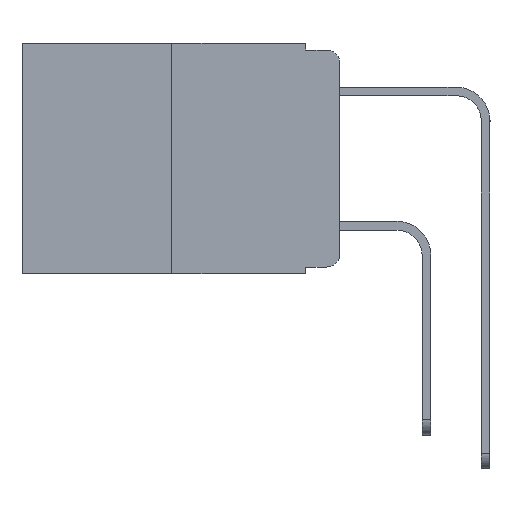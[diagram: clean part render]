
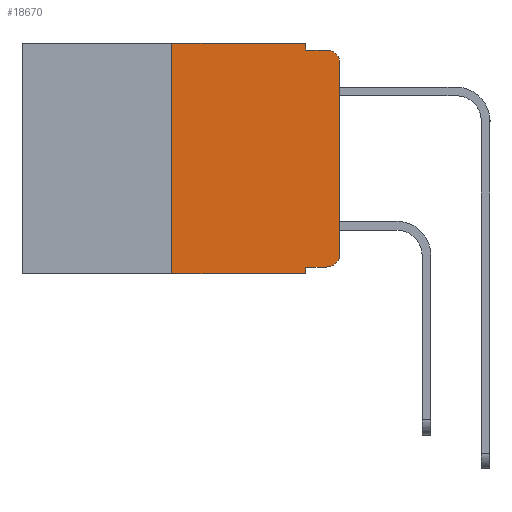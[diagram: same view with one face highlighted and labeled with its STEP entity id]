
A CAD part, left-side view. The second image highlights one B-rep face of the part: STEP entity #18670.
In plain terms, the highlighted planar face has unit normal (-1, 0, 0).
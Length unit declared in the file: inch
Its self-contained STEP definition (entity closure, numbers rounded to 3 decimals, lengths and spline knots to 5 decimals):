
#82 = CARTESIAN_POINT ( 'NONE',  ( 0., 0.25, 0. ) ) ;
#504 = CARTESIAN_POINT ( 'NONE',  ( 0., 0.473, 0. ) ) ;
#584 = DIRECTION ( 'NONE',  ( 1., 0., 0. ) ) ;
#1167 = EDGE_CURVE ( 'NONE', #12287, #16898, #11543, .T. ) ;
#1233 = VERTEX_POINT ( 'NONE', #1703 ) ;
#1632 = ORIENTED_EDGE ( 'NONE', *, *, #18291, .T. ) ;
#1658 = CARTESIAN_POINT ( 'NONE',  ( 0., 0.051, 0. ) ) ;
#1703 = CARTESIAN_POINT ( 'NONE',  ( 0., 0.051, 0. ) ) ;
#1731 = CARTESIAN_POINT ( 'NONE',  ( 0., 0.051, -0.01 ) ) ;
#2252 = VERTEX_POINT ( 'NONE', #8245 ) ;
#2464 = LINE ( 'NONE', #15514, #6541 ) ;
#3463 = CARTESIAN_POINT ( 'NONE',  ( 0., 0.02, -0.333 ) ) ;
#3547 = LINE ( 'NONE', #6402, #20954 ) ;
#4157 = CARTESIAN_POINT ( 'NONE',  ( 0., 0., -0.313 ) ) ;
#4262 = DIRECTION ( 'NONE',  ( -1., 0., 0. ) ) ;
#4371 = ORIENTED_EDGE ( 'NONE', *, *, #7029, .F. ) ;
#4430 = VERTEX_POINT ( 'NONE', #4157 ) ;
#4729 = CARTESIAN_POINT ( 'NONE',  ( 0., 0.473, -0.343 ) ) ;
#4856 = VECTOR ( 'NONE', #8668, 39.37008 ) ;
#4891 = DIRECTION ( 'NONE',  ( -1., 0., 0. ) ) ;
#4942 = ORIENTED_EDGE ( 'NONE', *, *, #6890, .T. ) ;
#5484 = ORIENTED_EDGE ( 'NONE', *, *, #21968, .T. ) ;
#5797 = VERTEX_POINT ( 'NONE', #7846 ) ;
#6036 = CARTESIAN_POINT ( 'NONE',  ( 0., 0.051, -0.343 ) ) ;
#6402 = CARTESIAN_POINT ( 'NONE',  ( 0., 0.473, 0. ) ) ;
#6485 = CARTESIAN_POINT ( 'NONE',  ( 0., 0., 0. ) ) ;
#6541 = VECTOR ( 'NONE', #17205, 39.37008 ) ;
#6890 = EDGE_CURVE ( 'NONE', #13333, #16898, #20371, .T. ) ;
#6922 = CARTESIAN_POINT ( 'NONE',  ( 0., 0.25, 0. ) ) ;
#7029 = EDGE_CURVE ( 'NONE', #13333, #8900, #14423, .T. ) ;
#7371 = ORIENTED_EDGE ( 'NONE', *, *, #10462, .F. ) ;
#7693 = VERTEX_POINT ( 'NONE', #3463 ) ;
#7846 = CARTESIAN_POINT ( 'NONE',  ( 0., 0., -0.03 ) ) ;
#7963 = VECTOR ( 'NONE', #8423, 39.37008 ) ;
#8245 = CARTESIAN_POINT ( 'NONE',  ( 0., 0.02, -0.01 ) ) ;
#8247 = DIRECTION ( 'NONE',  ( 0., 0., 1. ) ) ;
#8308 = DIRECTION ( 'NONE',  ( 0., -1., 0. ) ) ;
#8423 = DIRECTION ( 'NONE',  ( 0., -1., 0. ) ) ;
#8648 = EDGE_CURVE ( 'NONE', #8900, #1233, #3547, .T. ) ;
#8668 = DIRECTION ( 'NONE',  ( 0., 0., 1. ) ) ;
#8900 = VERTEX_POINT ( 'NONE', #82 ) ;
#9959 = LINE ( 'NONE', #6485, #18324 ) ;
#10106 = CARTESIAN_POINT ( 'NONE',  ( 0., 0.051, -0.333 ) ) ;
#10423 = VERTEX_POINT ( 'NONE', #1731 ) ;
#10462 = EDGE_CURVE ( 'NONE', #1233, #10423, #19844, .T. ) ;
#10515 = DIRECTION ( 'NONE',  ( 0., 0., -1. ) ) ;
#10816 = CARTESIAN_POINT ( 'NONE',  ( 0., 0.25, -0.343 ) ) ;
#11357 = ORIENTED_EDGE ( 'NONE', *, *, #14943, .T. ) ;
#11543 = LINE ( 'NONE', #1658, #15960 ) ;
#12227 = CARTESIAN_POINT ( 'NONE',  ( 0., 0.051, 0. ) ) ;
#12287 = VERTEX_POINT ( 'NONE', #15466 ) ;
#12657 = DIRECTION ( 'NONE',  ( 0., 0., -1. ) ) ;
#13333 = VERTEX_POINT ( 'NONE', #10816 ) ;
#13466 = AXIS2_PLACEMENT_3D ( 'NONE', #504, #584, #12657 ) ;
#13840 = EDGE_CURVE ( 'NONE', #10423, #2252, #2464, .T. ) ;
#13994 = ORIENTED_EDGE ( 'NONE', *, *, #1167, .F. ) ;
#14405 = CIRCLE ( 'NONE', #15663, 0.02 ) ;
#14423 = LINE ( 'NONE', #6922, #4856 ) ;
#14468 = CARTESIAN_POINT ( 'NONE',  ( 0., 0.02, -0.313 ) ) ;
#14943 = EDGE_CURVE ( 'NONE', #5797, #2252, #18601, .T. ) ;
#15039 = CARTESIAN_POINT ( 'NONE',  ( 0., 0.02, -0.03 ) ) ;
#15425 = VECTOR ( 'NONE', #10515, 39.37008 ) ;
#15466 = CARTESIAN_POINT ( 'NONE',  ( 0., 0.051, -0.333 ) ) ;
#15478 = AXIS2_PLACEMENT_3D ( 'NONE', #15039, #4891, #16715 ) ;
#15514 = CARTESIAN_POINT ( 'NONE',  ( 0., 0.051, -0.01 ) ) ;
#15663 = AXIS2_PLACEMENT_3D ( 'NONE', #14468, #4262, #16126 ) ;
#15778 = ORIENTED_EDGE ( 'NONE', *, *, #13840, .F. ) ;
#15862 = EDGE_LOOP ( 'NONE', ( #1632, #11357, #15778, #7371, #16840, #4371, #4942, #13994, #5484, #18917 ) ) ;
#15960 = VECTOR ( 'NONE', #19221, 39.37008 ) ;
#15964 = VECTOR ( 'NONE', #8308, 39.37008 ) ;
#16126 = DIRECTION ( 'NONE',  ( 0., 0., -1. ) ) ;
#16715 = DIRECTION ( 'NONE',  ( 0., 0., -1. ) ) ;
#16840 = ORIENTED_EDGE ( 'NONE', *, *, #8648, .F. ) ;
#16896 = LINE ( 'NONE', #10106, #7963 ) ;
#16898 = VERTEX_POINT ( 'NONE', #6036 ) ;
#17205 = DIRECTION ( 'NONE',  ( 0., -1., 0. ) ) ;
#17534 = PLANE ( 'NONE',  #13466 ) ;
#18291 = EDGE_CURVE ( 'NONE', #4430, #5797, #9959, .T. ) ;
#18324 = VECTOR ( 'NONE', #8247, 39.37008 ) ;
#18601 = CIRCLE ( 'NONE', #15478, 0.02 ) ;
#18670 = ADVANCED_FACE ( 'NONE', ( #19841 ), #17534, .F. ) ;
#18703 = EDGE_CURVE ( 'NONE', #7693, #4430, #14405, .T. ) ;
#18917 = ORIENTED_EDGE ( 'NONE', *, *, #18703, .T. ) ;
#19221 = DIRECTION ( 'NONE',  ( 0., 0., -1. ) ) ;
#19841 = FACE_OUTER_BOUND ( 'NONE', #15862, .T. ) ;
#19844 = LINE ( 'NONE', #12227, #15425 ) ;
#20371 = LINE ( 'NONE', #4729, #15964 ) ;
#20954 = VECTOR ( 'NONE', #21461, 39.37008 ) ;
#21461 = DIRECTION ( 'NONE',  ( 0., -1., 0. ) ) ;
#21968 = EDGE_CURVE ( 'NONE', #12287, #7693, #16896, .T. ) ;
